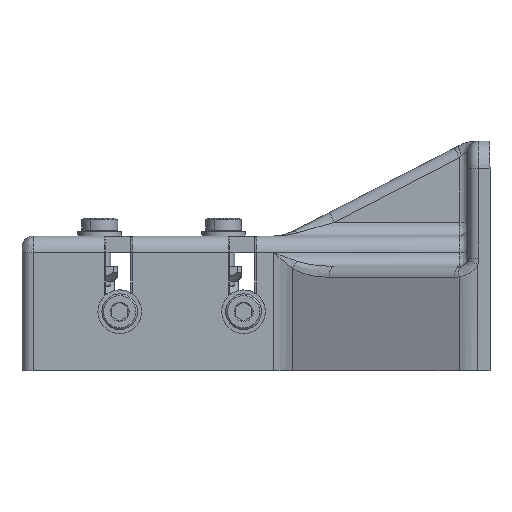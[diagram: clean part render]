
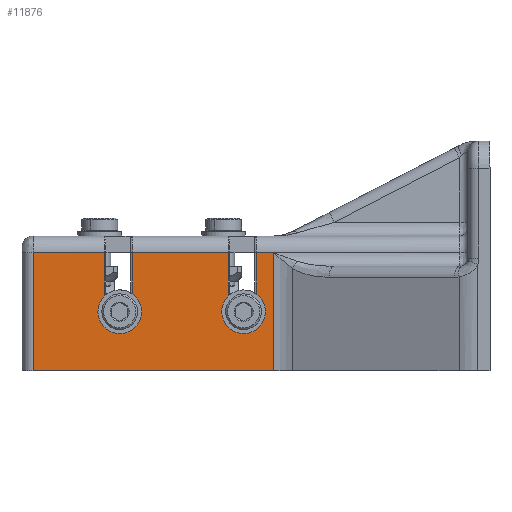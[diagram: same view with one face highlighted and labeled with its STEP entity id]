
A CAD part, left-side view. The second image highlights one B-rep face of the part: STEP entity #11876.
In plain terms, the highlighted planar face has unit normal (-1, 0, 0).
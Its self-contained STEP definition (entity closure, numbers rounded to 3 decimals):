
#119 = ORIENTED_EDGE ( 'NONE', *, *, #288, .T. ) ;
#288 = EDGE_CURVE ( 'NONE', #4853, #11861, #10711, .T. ) ;
#361 = CARTESIAN_POINT ( 'NONE',  ( -8.551, 81.363, 43.248 ) ) ;
#469 = CARTESIAN_POINT ( 'NONE',  ( -8.551, 0.363, 63.748 ) ) ;
#740 = ORIENTED_EDGE ( 'NONE', *, *, #2177, .T. ) ;
#804 = CARTESIAN_POINT ( 'NONE',  ( -8.551, 85.363, 86.248 ) ) ;
#866 = DIRECTION ( 'NONE',  ( 0., 0., -1. ) ) ;
#946 = EDGE_CURVE ( 'NONE', #8300, #10595, #2583, .T. ) ;
#981 = CARTESIAN_POINT ( 'NONE',  ( -8.551, 45.363, 63.748 ) ) ;
#1195 = CARTESIAN_POINT ( 'NONE',  ( -8.551, 50.363, 63.748 ) ) ;
#1386 = DIRECTION ( 'NONE',  ( 1., 0., 0. ) ) ;
#1421 = LINE ( 'NONE', #8736, #9728 ) ;
#1499 = CIRCLE ( 'NONE', #9730, 5. ) ;
#1560 = AXIS2_PLACEMENT_3D ( 'NONE', #1764, #11219, #11160 ) ;
#1567 = EDGE_CURVE ( 'NONE', #5051, #6753, #1421, .T. ) ;
#1718 = EDGE_CURVE ( 'NONE', #11100, #5957, #2692, .T. ) ;
#1764 = CARTESIAN_POINT ( 'NONE',  ( -8.551, 5.363, 63.748 ) ) ;
#1853 = CARTESIAN_POINT ( 'NONE',  ( -8.551, 81.363, 92.248 ) ) ;
#1903 = EDGE_CURVE ( 'NONE', #11100, #3367, #7564, .T. ) ;
#1958 = AXIS2_PLACEMENT_3D ( 'NONE', #1195, #5881, #9414 ) ;
#2002 = VECTOR ( 'NONE', #4527, 1000. ) ;
#2067 = DIRECTION ( 'NONE',  ( 0., -1., 0. ) ) ;
#2133 = CARTESIAN_POINT ( 'NONE',  ( -8.551, 0.363, 86.248 ) ) ;
#2177 = EDGE_CURVE ( 'NONE', #8421, #5957, #5400, .T. ) ;
#2196 = DIRECTION ( 'NONE',  ( 0., 0., -1. ) ) ;
#2213 = VECTOR ( 'NONE', #11631, 1000. ) ;
#2583 = LINE ( 'NONE', #1853, #8983 ) ;
#2598 = AXIS2_PLACEMENT_3D ( 'NONE', #4631, #7481, #5574 ) ;
#2659 = VECTOR ( 'NONE', #11294, 1000. ) ;
#2692 = LINE ( 'NONE', #804, #8937 ) ;
#2791 = CARTESIAN_POINT ( 'NONE',  ( -8.551, 0.363, 63.748 ) ) ;
#2938 = EDGE_CURVE ( 'NONE', #12053, #6649, #9625, .T. ) ;
#2995 = ORIENTED_EDGE ( 'NONE', *, *, #4734, .T. ) ;
#3175 = CARTESIAN_POINT ( 'NONE',  ( -8.551, 10.363, 86.248 ) ) ;
#3339 = DIRECTION ( 'NONE',  ( 0., 0., -1. ) ) ;
#3367 = VERTEX_POINT ( 'NONE', #11281 ) ;
#3429 = EDGE_CURVE ( 'NONE', #5899, #5051, #1499, .T. ) ;
#3632 = DIRECTION ( 'NONE',  ( 0., 0., -1. ) ) ;
#3858 = ORIENTED_EDGE ( 'NONE', *, *, #11642, .F. ) ;
#4024 = CARTESIAN_POINT ( 'NONE',  ( -8.551, 5.363, 58.748 ) ) ;
#4527 = DIRECTION ( 'NONE',  ( 0., 0., 1. ) ) ;
#4568 = CARTESIAN_POINT ( 'NONE',  ( -8.551, 55.363, 63.748 ) ) ;
#4631 = CARTESIAN_POINT ( 'NONE',  ( -8.551, 85.363, 92.248 ) ) ;
#4691 = FACE_OUTER_BOUND ( 'NONE', #8547, .T. ) ;
#4734 = EDGE_CURVE ( 'NONE', #10595, #12053, #5757, .T. ) ;
#4812 = ORIENTED_EDGE ( 'NONE', *, *, #5852, .T. ) ;
#4853 = VERTEX_POINT ( 'NONE', #2133 ) ;
#4924 = ORIENTED_EDGE ( 'NONE', *, *, #1903, .T. ) ;
#4970 = CARTESIAN_POINT ( 'NONE',  ( -8.551, -6.002, 92.248 ) ) ;
#4988 = ORIENTED_EDGE ( 'NONE', *, *, #8324, .T. ) ;
#5051 = VERTEX_POINT ( 'NONE', #4568 ) ;
#5073 = DIRECTION ( 'NONE',  ( 0., 0., -1. ) ) ;
#5109 = CARTESIAN_POINT ( 'NONE',  ( -8.551, 85.363, 86.248 ) ) ;
#5224 = DIRECTION ( 'NONE',  ( 0., -1., 0. ) ) ;
#5400 = LINE ( 'NONE', #6266, #2002 ) ;
#5574 = DIRECTION ( 'NONE',  ( 0., 0., 1. ) ) ;
#5757 = LINE ( 'NONE', #7552, #7812 ) ;
#5780 = ORIENTED_EDGE ( 'NONE', *, *, #8060, .T. ) ;
#5852 = EDGE_CURVE ( 'NONE', #9413, #8421, #7049, .T. ) ;
#5881 = DIRECTION ( 'NONE',  ( 1., 0., 0. ) ) ;
#5892 = CARTESIAN_POINT ( 'NONE',  ( -8.551, 5.363, 63.748 ) ) ;
#5899 = VERTEX_POINT ( 'NONE', #9424 ) ;
#5957 = VERTEX_POINT ( 'NONE', #3175 ) ;
#6115 = CARTESIAN_POINT ( 'NONE',  ( -8.551, 10.363, 63.748 ) ) ;
#6131 = ORIENTED_EDGE ( 'NONE', *, *, #1567, .T. ) ;
#6217 = LINE ( 'NONE', #5109, #2213 ) ;
#6266 = CARTESIAN_POINT ( 'NONE',  ( -8.551, 10.363, 86.248 ) ) ;
#6649 = VERTEX_POINT ( 'NONE', #10239 ) ;
#6753 = VERTEX_POINT ( 'NONE', #7869 ) ;
#6918 = CARTESIAN_POINT ( 'NONE',  ( -8.551, 81.363, 86.248 ) ) ;
#6931 = VECTOR ( 'NONE', #10538, 1000. ) ;
#7049 = CIRCLE ( 'NONE', #11950, 5. ) ;
#7481 = DIRECTION ( 'NONE',  ( 1., 0., 0. ) ) ;
#7552 = CARTESIAN_POINT ( 'NONE',  ( -8.551, 85.363, 43.248 ) ) ;
#7564 = LINE ( 'NONE', #981, #11141 ) ;
#7742 = CARTESIAN_POINT ( 'NONE',  ( -8.551, 85.363, 86.248 ) ) ;
#7797 = ORIENTED_EDGE ( 'NONE', *, *, #10899, .F. ) ;
#7812 = VECTOR ( 'NONE', #2067, 1000. ) ;
#7869 = CARTESIAN_POINT ( 'NONE',  ( -8.551, 55.363, 86.248 ) ) ;
#8060 = EDGE_CURVE ( 'NONE', #11861, #9413, #10563, .T. ) ;
#8300 = VERTEX_POINT ( 'NONE', #6918 ) ;
#8324 = EDGE_CURVE ( 'NONE', #3367, #5899, #10776, .T. ) ;
#8421 = VERTEX_POINT ( 'NONE', #6115 ) ;
#8515 = DIRECTION ( 'NONE',  ( 1., 0., 0. ) ) ;
#8547 = EDGE_LOOP ( 'NONE', ( #3858, #9357, #2995, #8566, #7797, #119, #5780, #4812, #740, #10928, #4924, #4988, #9271, #6131 ) ) ;
#8566 = ORIENTED_EDGE ( 'NONE', *, *, #2938, .T. ) ;
#8736 = CARTESIAN_POINT ( 'NONE',  ( -8.551, 55.363, 86.248 ) ) ;
#8937 = VECTOR ( 'NONE', #5224, 1000. ) ;
#8983 = VECTOR ( 'NONE', #3632, 1000. ) ;
#9271 = ORIENTED_EDGE ( 'NONE', *, *, #3429, .T. ) ;
#9298 = PLANE ( 'NONE',  #2598 ) ;
#9357 = ORIENTED_EDGE ( 'NONE', *, *, #946, .T. ) ;
#9413 = VERTEX_POINT ( 'NONE', #4024 ) ;
#9414 = DIRECTION ( 'NONE',  ( 0., 0., -1. ) ) ;
#9424 = CARTESIAN_POINT ( 'NONE',  ( -8.551, 50.363, 58.748 ) ) ;
#9618 = VECTOR ( 'NONE', #3339, 1000. ) ;
#9625 = LINE ( 'NONE', #4970, #2659 ) ;
#9728 = VECTOR ( 'NONE', #9880, 1000. ) ;
#9730 = AXIS2_PLACEMENT_3D ( 'NONE', #9790, #1386, #5073 ) ;
#9790 = CARTESIAN_POINT ( 'NONE',  ( -8.551, 50.363, 63.748 ) ) ;
#9858 = LINE ( 'NONE', #7742, #6931 ) ;
#9880 = DIRECTION ( 'NONE',  ( 0., 0., 1. ) ) ;
#10239 = CARTESIAN_POINT ( 'NONE',  ( -8.551, -6.002, 86.248 ) ) ;
#10486 = CARTESIAN_POINT ( 'NONE',  ( -8.551, 45.363, 86.248 ) ) ;
#10538 = DIRECTION ( 'NONE',  ( 0., -1., 0. ) ) ;
#10563 = CIRCLE ( 'NONE', #1560, 5. ) ;
#10595 = VERTEX_POINT ( 'NONE', #361 ) ;
#10711 = LINE ( 'NONE', #469, #9618 ) ;
#10776 = CIRCLE ( 'NONE', #1958, 5. ) ;
#10899 = EDGE_CURVE ( 'NONE', #4853, #6649, #6217, .T. ) ;
#10928 = ORIENTED_EDGE ( 'NONE', *, *, #1718, .F. ) ;
#11100 = VERTEX_POINT ( 'NONE', #10486 ) ;
#11141 = VECTOR ( 'NONE', #866, 1000. ) ;
#11160 = DIRECTION ( 'NONE',  ( 0., 0., -1. ) ) ;
#11219 = DIRECTION ( 'NONE',  ( 1., 0., 0. ) ) ;
#11281 = CARTESIAN_POINT ( 'NONE',  ( -8.551, 45.363, 63.748 ) ) ;
#11294 = DIRECTION ( 'NONE',  ( 0., 0., 1. ) ) ;
#11631 = DIRECTION ( 'NONE',  ( 0., -1., 0. ) ) ;
#11642 = EDGE_CURVE ( 'NONE', #8300, #6753, #9858, .T. ) ;
#11703 = CARTESIAN_POINT ( 'NONE',  ( -8.551, -6.002, 43.248 ) ) ;
#11861 = VERTEX_POINT ( 'NONE', #2791 ) ;
#11876 = ADVANCED_FACE ( 'NONE', ( #4691 ), #9298, .F. ) ;
#11950 = AXIS2_PLACEMENT_3D ( 'NONE', #5892, #8515, #2196 ) ;
#12053 = VERTEX_POINT ( 'NONE', #11703 ) ;
